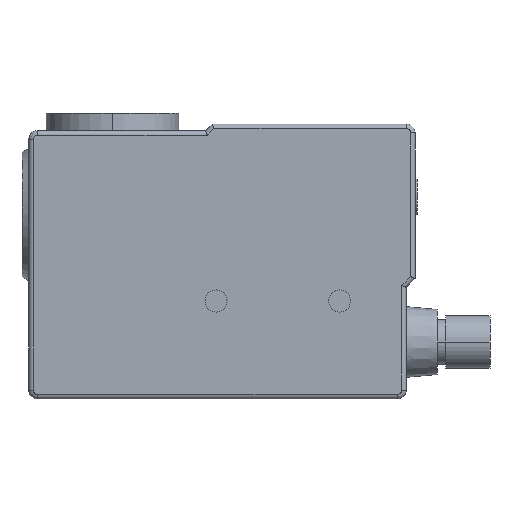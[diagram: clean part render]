
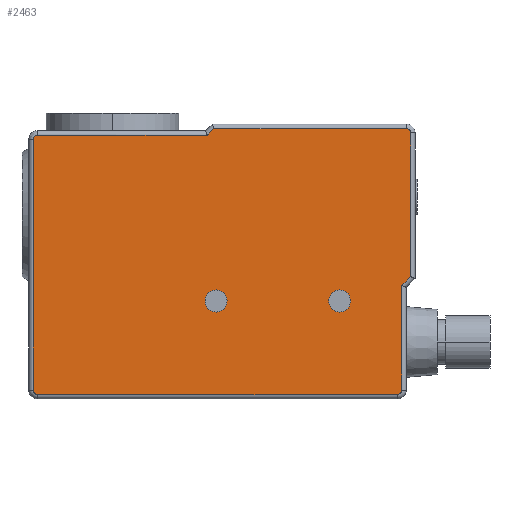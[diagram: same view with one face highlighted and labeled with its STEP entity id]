
A CAD part, left-side view. The second image highlights one B-rep face of the part: STEP entity #2463.
In plain terms, the highlighted planar face has unit normal (-1, 0, 0).
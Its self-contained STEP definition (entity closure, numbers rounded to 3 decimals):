
#819=CARTESIAN_POINT('',(-16.5,43.1,-38.6));
#820=DIRECTION('',(1.,0.,0.));
#821=DIRECTION('',(0.,1.,0.));
#822=AXIS2_PLACEMENT_3D('',#819,#820,#821);
#827=CARTESIAN_POINT('',(-16.5,43.1,-38.6));
#828=DIRECTION('',(1.,0.,0.));
#829=DIRECTION('',(0.,-1.,0.));
#830=AXIS2_PLACEMENT_3D('',#827,#828,#829);
#835=CARTESIAN_POINT('',(-16.5,15.1,-38.6));
#836=DIRECTION('',(1.,0.,0.));
#837=DIRECTION('',(0.,1.,0.));
#838=AXIS2_PLACEMENT_3D('',#835,#836,#837);
#843=CARTESIAN_POINT('',(-16.5,15.1,-38.6));
#844=DIRECTION('',(1.,0.,0.));
#845=DIRECTION('',(0.,-1.,0.));
#846=AXIS2_PLACEMENT_3D('',#843,#844,#845);
#851=DIRECTION('',(0.,-0.707,0.707));
#852=VECTOR('',#851,2.828);
#853=CARTESIAN_POINT('',(-16.5,1.,-35.086));
#854=LINE('',#853,#852);
#858=DIRECTION('',(0.,0.,-1.));
#859=VECTOR('',#858,23.714);
#860=CARTESIAN_POINT('',(-16.5,1.,-35.086));
#861=LINE('',#860,#859);
#865=CARTESIAN_POINT('',(-16.5,2.,-58.8));
#866=DIRECTION('',(1.,0.,0.));
#867=DIRECTION('',(0.,-1.,0.));
#868=AXIS2_PLACEMENT_3D('',#865,#866,#867);
#873=DIRECTION('',(0.,1.,0.));
#874=VECTOR('',#873,81.6);
#875=CARTESIAN_POINT('',(-16.5,2.,-59.8));
#876=LINE('',#875,#874);
#880=CARTESIAN_POINT('',(-16.5,83.6,-58.8));
#881=DIRECTION('',(1.,0.,0.));
#882=DIRECTION('',(0.,0.,-1.));
#883=AXIS2_PLACEMENT_3D('',#880,#881,#882);
#888=DIRECTION('',(0.,0.,1.));
#889=VECTOR('',#888,56.8);
#890=CARTESIAN_POINT('',(-16.5,84.6,-58.8));
#891=LINE('',#890,#889);
#895=CARTESIAN_POINT('',(-16.5,83.6,-2.));
#896=DIRECTION('',(1.,0.,0.));
#897=DIRECTION('',(0.,1.,0.));
#898=AXIS2_PLACEMENT_3D('',#895,#896,#897);
#903=DIRECTION('',(0.,-1.,0.));
#904=VECTOR('',#903,38.514);
#905=CARTESIAN_POINT('',(-16.5,83.6,-1.));
#906=LINE('',#905,#904);
#910=DIRECTION('',(0.,0.707,-0.707));
#911=VECTOR('',#910,2.121);
#912=CARTESIAN_POINT('',(-16.5,43.586,0.5));
#913=LINE('',#912,#911);
#917=DIRECTION('',(0.,1.,0.));
#918=VECTOR('',#917,43.586);
#919=CARTESIAN_POINT('',(-16.5,0.,0.5));
#920=LINE('',#919,#918);
#924=CARTESIAN_POINT('',(-16.5,0.,-0.5));
#925=DIRECTION('',(-1.,0.,0.));
#926=DIRECTION('',(0.,-1.,0.));
#927=AXIS2_PLACEMENT_3D('',#924,#925,#926);
#932=DIRECTION('',(0.,0.,1.));
#933=VECTOR('',#932,32.586);
#934=CARTESIAN_POINT('',(-16.5,-1.,-33.086));
#935=LINE('',#934,#933);
#1485=CARTESIAN_POINT('',(-16.5,45.6,-38.6));
#1486=CARTESIAN_POINT('',(-16.5,40.6,-38.6));
#1487=VERTEX_POINT('',#1485);
#1488=VERTEX_POINT('',#1486);
#1493=CARTESIAN_POINT('',(-16.5,17.6,-38.6));
#1494=CARTESIAN_POINT('',(-16.5,12.6,-38.6));
#1495=VERTEX_POINT('',#1493);
#1496=VERTEX_POINT('',#1494);
#1597=CARTESIAN_POINT('',(-16.5,1.,-35.086));
#1598=CARTESIAN_POINT('',(-16.5,-1.,-33.086));
#1599=VERTEX_POINT('',#1597);
#1600=VERTEX_POINT('',#1598);
#1601=CARTESIAN_POINT('',(-16.5,83.6,-1.));
#1602=CARTESIAN_POINT('',(-16.5,45.086,-1.));
#1603=VERTEX_POINT('',#1601);
#1604=VERTEX_POINT('',#1602);
#1611=CARTESIAN_POINT('',(-16.5,84.6,-2.));
#1612=VERTEX_POINT('',#1611);
#1615=CARTESIAN_POINT('',(-16.5,84.6,-58.8));
#1616=VERTEX_POINT('',#1615);
#1619=CARTESIAN_POINT('',(-16.5,83.6,-59.8));
#1620=VERTEX_POINT('',#1619);
#1623=CARTESIAN_POINT('',(-16.5,2.,-59.8));
#1624=VERTEX_POINT('',#1623);
#1627=CARTESIAN_POINT('',(-16.5,1.,-58.8));
#1628=VERTEX_POINT('',#1627);
#1629=CARTESIAN_POINT('',(-16.5,43.586,0.5));
#1630=VERTEX_POINT('',#1629);
#1633=CARTESIAN_POINT('',(-16.5,-1.,-0.5));
#1634=VERTEX_POINT('',#1633);
#1637=CARTESIAN_POINT('',(-16.5,0.,0.5));
#1638=VERTEX_POINT('',#1637);
#2424=CARTESIAN_POINT('',(-16.5,85.6,0.));
#2425=DIRECTION('',(-1.,0.,0.));
#2426=DIRECTION('',(0.,-1.,0.));
#2427=AXIS2_PLACEMENT_3D('',#2424,#2425,#2426);
#2428=PLANE('',#2427);
#2430=ORIENTED_EDGE('',*,*,#2429,.F.);
#2431=ORIENTED_EDGE('',*,*,#2417,.T.);
#2432=ORIENTED_EDGE('',*,*,#1855,.T.);
#2433=ORIENTED_EDGE('',*,*,#1870,.T.);
#2434=ORIENTED_EDGE('',*,*,#1885,.T.);
#2436=ORIENTED_EDGE('',*,*,#2435,.T.);
#2438=ORIENTED_EDGE('',*,*,#2437,.T.);
#2440=ORIENTED_EDGE('',*,*,#2439,.T.);
#2442=ORIENTED_EDGE('',*,*,#2441,.F.);
#2444=ORIENTED_EDGE('',*,*,#2443,.F.);
#2446=ORIENTED_EDGE('',*,*,#2445,.F.);
#2448=ORIENTED_EDGE('',*,*,#2447,.F.);
#2449=EDGE_LOOP('',(#2430,#2431,#2432,#2433,#2434,#2436,#2438,#2440,#2442,#2444,
#2446,#2448));
#2450=FACE_OUTER_BOUND('',#2449,.F.);
#2452=ORIENTED_EDGE('',*,*,#2451,.F.);
#2454=ORIENTED_EDGE('',*,*,#2453,.F.);
#2455=EDGE_LOOP('',(#2452,#2454));
#2456=FACE_BOUND('',#2455,.F.);
#2458=ORIENTED_EDGE('',*,*,#2457,.F.);
#2460=ORIENTED_EDGE('',*,*,#2459,.F.);
#2461=EDGE_LOOP('',(#2458,#2460));
#2462=FACE_BOUND('',#2461,.F.);
#2463=ADVANCED_FACE('',(#2450,#2456,#2462),#2428,.T.);
#823=CIRCLE('',#822,2.5);
#831=CIRCLE('',#830,2.5);
#839=CIRCLE('',#838,2.5);
#847=CIRCLE('',#846,2.5);
#869=CIRCLE('',#868,1.);
#884=CIRCLE('',#883,1.);
#899=CIRCLE('',#898,1.);
#928=CIRCLE('',#927,1.);
#1855=EDGE_CURVE('',#1628,#1624,#869,.T.);
#1870=EDGE_CURVE('',#1624,#1620,#876,.T.);
#1885=EDGE_CURVE('',#1620,#1616,#884,.T.);
#2417=EDGE_CURVE('',#1599,#1628,#861,.T.);
#2429=EDGE_CURVE('',#1599,#1600,#854,.T.);
#2435=EDGE_CURVE('',#1616,#1612,#891,.T.);
#2437=EDGE_CURVE('',#1612,#1603,#899,.T.);
#2439=EDGE_CURVE('',#1603,#1604,#906,.T.);
#2441=EDGE_CURVE('',#1630,#1604,#913,.T.);
#2443=EDGE_CURVE('',#1638,#1630,#920,.T.);
#2445=EDGE_CURVE('',#1634,#1638,#928,.T.);
#2447=EDGE_CURVE('',#1600,#1634,#935,.T.);
#2451=EDGE_CURVE('',#1487,#1488,#823,.T.);
#2453=EDGE_CURVE('',#1488,#1487,#831,.T.);
#2457=EDGE_CURVE('',#1495,#1496,#839,.T.);
#2459=EDGE_CURVE('',#1496,#1495,#847,.T.);
